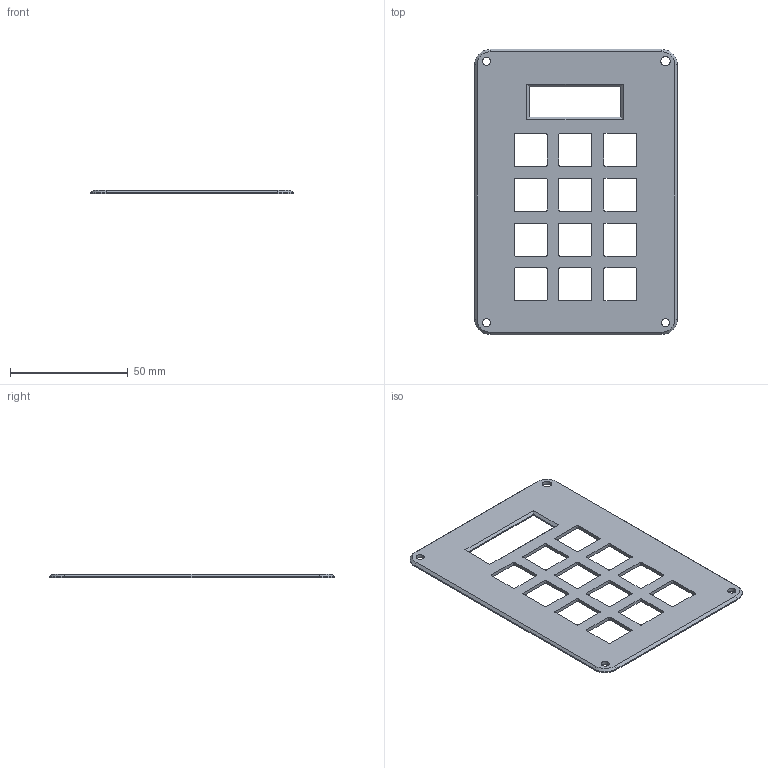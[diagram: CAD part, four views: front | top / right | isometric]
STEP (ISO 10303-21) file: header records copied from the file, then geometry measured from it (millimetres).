
FILE_DESCRIPTION(/* description */ ('','CAx-IF Rec.Pracs.---Representation and Presentation of Product Manufacturing Information (PMI)---4.0---2014-10-13'),/* implementation_level */ '2;1');
FILE_NAME(/* name */ 'Plate - Anson''s Hackpad v19.step',/* time_stamp */ '2025-02-16T02:09:50+08:00',/* author */ (''),/* organization */ (''),/* preprocessor_version */ 'ST-DEVELOPER v20',/* originating_system */ 'Autodesk Translation Framework v13.20.0.188',/* authorisation */ '');
FILE_SCHEMA (('AP242_MANAGED_MODEL_BASED_3D_ENGINEERING_MIM_LF { 1 0 10303 442 1 1 4 }'));
Length unit declared in the file: millimetre
Products named in the file (1): Plate - Anson's Hackpad
Bounding box: 86 x 121 x 1.5 mm (x, y, z)
Volume: 10956.5 mm3; surface area: 16470.2 mm2
Topology: 1 solids, 1 shells, 126 faces, 360 edges, 236 vertices
Faces by surface type: plane 66, cylinder 56, cone 4
Full cylindrical faces by diameter (mm): 3.4 x3, 4 x1
Entity records: 4225 total; most frequent: DIRECTION 730, CARTESIAN_POINT 723, ORIENTED_EDGE 720, EDGE_CURVE 360, LINE 244, VECTOR 244, AXIS2_PLACEMENT_3D 243, VERTEX_POINT 236
